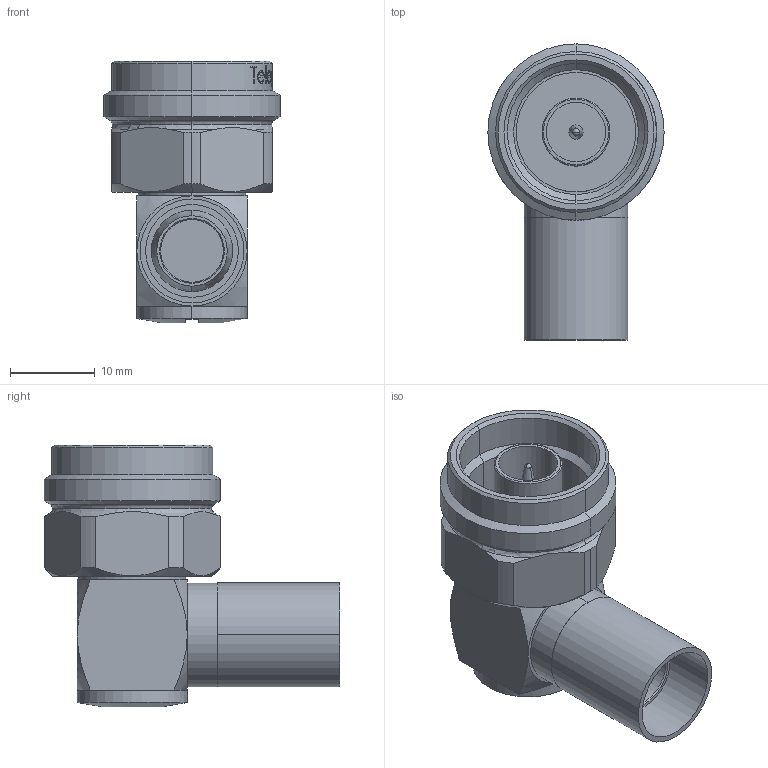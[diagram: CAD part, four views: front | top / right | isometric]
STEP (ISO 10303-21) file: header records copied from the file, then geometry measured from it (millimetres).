
FILE_DESCRIPTION (( 'STEP AP214' ), '1' );
FILE_NAME ('J01020A0046.STEP', '2017-12-19T07:16:59', ( '' ), ( '' ), 'SwSTEP 2.0', 'SolidWorks 2017', '' );
FILE_SCHEMA (( 'AUTOMOTIVE_DESIGN' ));
Length unit declared in the file: millimetre
Products named in the file (1): J01020A0046
Bounding box: 20.8 x 34.9 x 30.9 mm (x, y, z)
Volume: 6838.9 mm3; surface area: 4636.7 mm2
Topology: 1 solids, 1 shells, 276 faces, 687 edges, 442 vertices
Faces by surface type: plane 89, bspline 83, cylinder 59, cone 37, torus 6, sphere 2
Entity records: 19186 total; most frequent: CARTESIAN_POINT 10355, ORIENTED_EDGE 1370, DIRECTION 946, EDGE_CURVE 685, VERTEX_POINT 442, AXIS2_PLACEMENT_3D 384, B_SPLINE_CURVE_WITH_KNOTS 317, EDGE_LOOP 307
